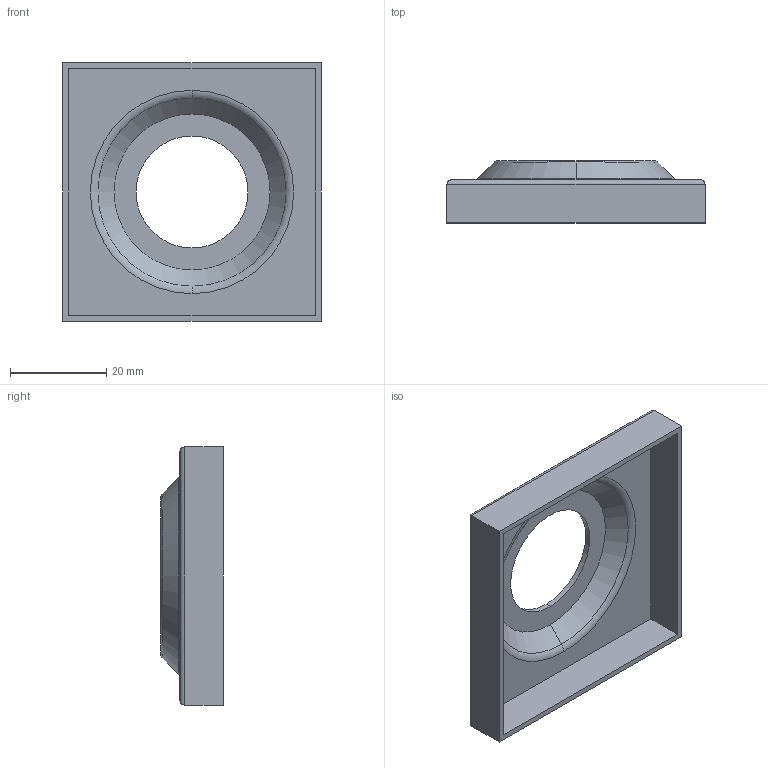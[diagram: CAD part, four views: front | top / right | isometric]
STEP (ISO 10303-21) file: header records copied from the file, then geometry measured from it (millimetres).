
FILE_DESCRIPTION (( 'STEP AP214' ), '1' );
FILE_NAME ('àðò. KRT111.STEP', '2014-05-26T18:04:52', ( '' ), ( '' ), 'SwSTEP 2.0', 'SolidWorks 2014', '' );
FILE_SCHEMA (( 'AUTOMOTIVE_DESIGN' ));
Length unit declared in the file: millimetre
Products named in the file (1): àðò. KRT111
Bounding box: 53.7 x 13 x 53.7 mm (x, y, z)
Volume: 5087 mm3; surface area: 8806.7 mm2
Topology: 1 solids, 1 shells, 29 faces, 62 edges, 38 vertices
Faces by surface type: plane 13, cylinder 6, torus 6, cone 4
Entity records: 818 total; most frequent: CARTESIAN_POINT 142, DIRECTION 142, ORIENTED_EDGE 124, EDGE_CURVE 62, AXIS2_PLACEMENT_3D 54, VERTEX_POINT 38, VECTOR 34, LINE 34
